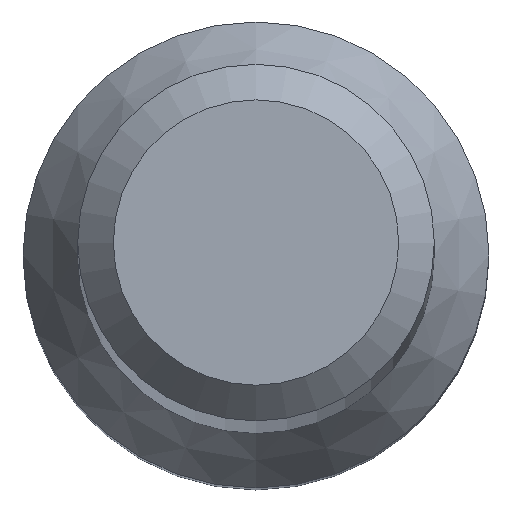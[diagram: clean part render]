
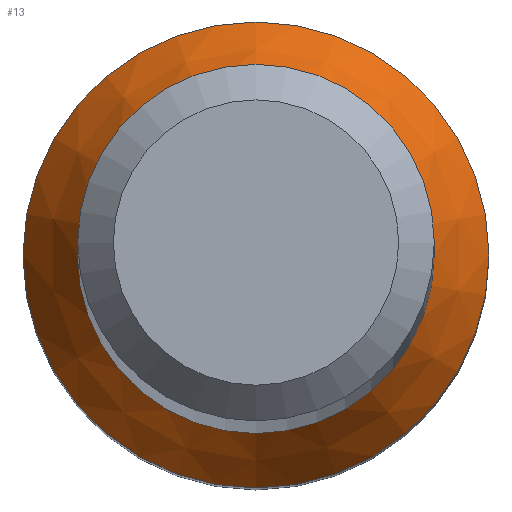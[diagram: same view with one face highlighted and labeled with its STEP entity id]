
A CAD part, top view. The second image highlights one B-rep face of the part: STEP entity #13.
In plain terms, the highlighted conical face has half-angle 30 degrees and reference radius 1.96 mm.
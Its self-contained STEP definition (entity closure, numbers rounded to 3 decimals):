
#13 = ADVANCED_FACE ( 'NONE', ( #302, #51 ), #105, .T. ) ;
#15 = CARTESIAN_POINT ( 'NONE',  ( 0., 0., 10.797 ) ) ;
#24 = AXIS2_PLACEMENT_3D ( 'NONE', #15, #239, #88 ) ;
#25 = DIRECTION ( 'NONE',  ( 0., 0., -1. ) ) ;
#38 = VERTEX_POINT ( 'NONE', #216 ) ;
#51 = FACE_OUTER_BOUND ( 'NONE', #255, .T. ) ;
#55 = ORIENTED_EDGE ( 'NONE', *, *, #157, .T. ) ;
#88 = DIRECTION ( 'NONE',  ( 0., 1., 0. ) ) ;
#92 = CARTESIAN_POINT ( 'NONE',  ( 0., 1.96, 10. ) ) ;
#105 = CONICAL_SURFACE ( 'NONE', #137, 1.96, 0.524 ) ;
#114 = VERTEX_POINT ( 'NONE', #92 ) ;
#119 = CARTESIAN_POINT ( 'NONE',  ( 0., 0., 10. ) ) ;
#125 = EDGE_CURVE ( 'NONE', #114, #114, #252, .T. ) ;
#137 = AXIS2_PLACEMENT_3D ( 'NONE', #188, #273, #226 ) ;
#157 = EDGE_CURVE ( 'NONE', #38, #38, #274, .T. ) ;
#188 = CARTESIAN_POINT ( 'NONE',  ( 0., 0., 10. ) ) ;
#216 = CARTESIAN_POINT ( 'NONE',  ( 0., 1.5, 10.797 ) ) ;
#226 = DIRECTION ( 'NONE',  ( 0., 1., 0. ) ) ;
#231 = ORIENTED_EDGE ( 'NONE', *, *, #125, .F. ) ;
#233 = AXIS2_PLACEMENT_3D ( 'NONE', #119, #25, #248 ) ;
#239 = DIRECTION ( 'NONE',  ( 0., 0., -1. ) ) ;
#248 = DIRECTION ( 'NONE',  ( 0., 1., 0. ) ) ;
#252 = CIRCLE ( 'NONE', #233, 1.96 ) ;
#255 = EDGE_LOOP ( 'NONE', ( #231 ) ) ;
#273 = DIRECTION ( 'NONE',  ( 0., 0., -1. ) ) ;
#274 = CIRCLE ( 'NONE', #24, 1.5 ) ;
#284 = EDGE_LOOP ( 'NONE', ( #55 ) ) ;
#302 = FACE_BOUND ( 'NONE', #284, .T. ) ;
